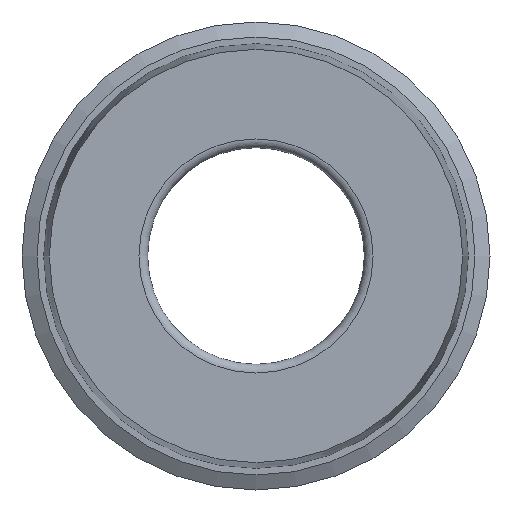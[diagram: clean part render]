
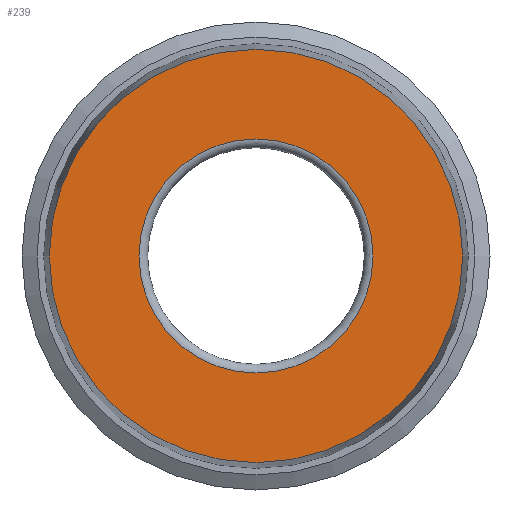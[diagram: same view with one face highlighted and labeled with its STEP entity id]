
A CAD part, front view. The second image highlights one B-rep face of the part: STEP entity #239.
In plain terms, the highlighted conical face has half-angle 89.961 degrees and reference radius 18.672 mm.
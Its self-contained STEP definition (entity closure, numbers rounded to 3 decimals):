
#23=LINE('',#410,#34);
#34=VECTOR('',#322,18.673);
#45=CONICAL_SURFACE('',#273,18.673,1.57);
#56=FACE_OUTER_BOUND('',#74,.T.);
#74=EDGE_LOOP('',(#173,#174,#175,#176,#177));
#94=CIRCLE('',#272,23.845);
#95=CIRCLE('',#274,13.5);
#96=CIRCLE('',#275,13.5);
#116=VERTEX_POINT('',#405);
#117=VERTEX_POINT('',#409);
#118=VERTEX_POINT('',#411);
#137=EDGE_CURVE('',#116,#116,#94,.T.);
#138=EDGE_CURVE('',#116,#117,#23,.T.);
#139=EDGE_CURVE('',#118,#117,#95,.T.);
#140=EDGE_CURVE('',#117,#118,#96,.T.);
#173=ORIENTED_EDGE('',*,*,#137,.T.);
#174=ORIENTED_EDGE('',*,*,#138,.T.);
#175=ORIENTED_EDGE('',*,*,#139,.F.);
#176=ORIENTED_EDGE('',*,*,#140,.F.);
#177=ORIENTED_EDGE('',*,*,#138,.F.);
#239=ADVANCED_FACE('',(#56),#45,.T.);
#272=AXIS2_PLACEMENT_3D('',#407,#318,#319);
#273=AXIS2_PLACEMENT_3D('',#408,#320,#321);
#274=AXIS2_PLACEMENT_3D('',#412,#323,#324);
#275=AXIS2_PLACEMENT_3D('',#413,#325,#326);
#318=DIRECTION('center_axis',(0.,-1.,0.));
#319=DIRECTION('ref_axis',(1.,0.,0.));
#320=DIRECTION('center_axis',(0.,1.,0.));
#321=DIRECTION('ref_axis',(1.,0.,0.));
#322=DIRECTION('',(1.,-0.001,0.));
#323=DIRECTION('center_axis',(0.,-1.,0.));
#324=DIRECTION('ref_axis',(1.,0.,0.));
#325=DIRECTION('center_axis',(0.,-1.,0.));
#326=DIRECTION('ref_axis',(1.,0.,0.));
#405=CARTESIAN_POINT('',(-23.845,4.155,0.));
#407=CARTESIAN_POINT('Origin',(0.,4.155,0.));
#408=CARTESIAN_POINT('Origin',(0.,4.151,0.));
#409=CARTESIAN_POINT('',(-13.5,4.148,0.));
#410=CARTESIAN_POINT('',(-18.673,4.151,0.));
#411=CARTESIAN_POINT('',(0.,4.148,13.5));
#412=CARTESIAN_POINT('Origin',(0.,4.148,0.));
#413=CARTESIAN_POINT('Origin',(0.,4.148,0.));
